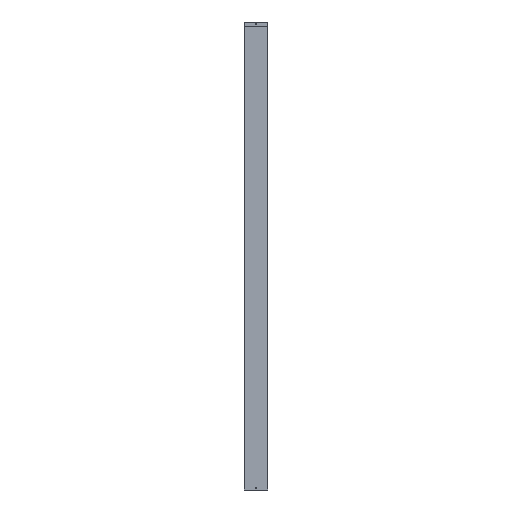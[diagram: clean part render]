
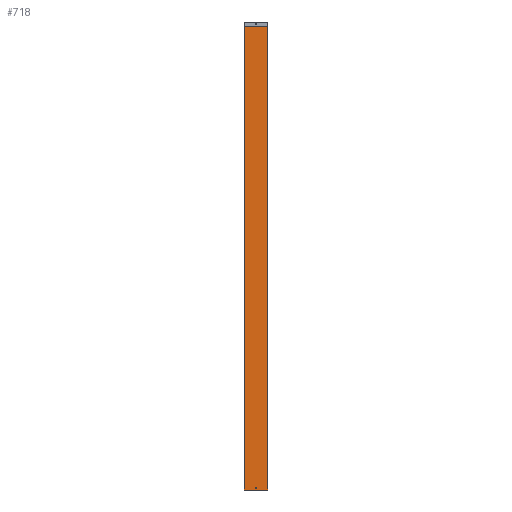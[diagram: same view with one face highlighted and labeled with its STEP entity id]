
A CAD part, front view. The second image highlights one B-rep face of the part: STEP entity #718.
In plain terms, the highlighted planar face has unit normal (0, -1, 0).
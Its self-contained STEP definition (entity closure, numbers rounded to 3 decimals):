
#68 = DIRECTION ( 'NONE',  ( 0., 0., -1. ) ) ;
#73 = CARTESIAN_POINT ( 'NONE',  ( 75., 0., 2969. ) ) ;
#112 = DIRECTION ( 'NONE',  ( 0., 0., 1. ) ) ;
#113 = DIRECTION ( 'NONE',  ( 0., 1., 0. ) ) ;
#119 = PLANE ( 'NONE',  #195 ) ;
#123 = CARTESIAN_POINT ( 'NONE',  ( -75., 0., 2969. ) ) ;
#136 = CARTESIAN_POINT ( 'NONE',  ( 75., 0., 0. ) ) ;
#141 = CARTESIAN_POINT ( 'NONE',  ( -75., 0., 2969. ) ) ;
#145 = CARTESIAN_POINT ( 'NONE',  ( -75., 0., 0. ) ) ;
#174 = CARTESIAN_POINT ( 'NONE',  ( 75., 0., 2969. ) ) ;
#195 = AXIS2_PLACEMENT_3D ( 'NONE', #123, #113, #112 ) ;
#202 = AXIS2_PLACEMENT_3D ( 'NONE', #769, #767, #766 ) ;
#244 = EDGE_CURVE ( 'NONE', #442, #325, #524, .T. ) ;
#248 = EDGE_CURVE ( 'NONE', #366, #366, #455, .T. ) ;
#251 = EDGE_CURVE ( 'NONE', #442, #317, #437, .T. ) ;
#254 = EDGE_CURVE ( 'NONE', #317, #606, #313, .T. ) ;
#267 = EDGE_CURVE ( 'NONE', #325, #606, #508, .T. ) ;
#307 = ORIENTED_EDGE ( 'NONE', *, *, #254, .T. ) ;
#312 = VECTOR ( 'NONE', #758, 1000. ) ;
#313 = LINE ( 'NONE', #750, #440 ) ;
#317 = VERTEX_POINT ( 'NONE', #145 ) ;
#325 = VERTEX_POINT ( 'NONE', #174 ) ;
#366 = VERTEX_POINT ( 'NONE', #848 ) ;
#415 = ORIENTED_EDGE ( 'NONE', *, *, #248, .F. ) ;
#416 = ORIENTED_EDGE ( 'NONE', *, *, #244, .F. ) ;
#429 = VECTOR ( 'NONE', #781, 1000. ) ;
#437 = LINE ( 'NONE', #760, #312 ) ;
#440 = VECTOR ( 'NONE', #746, 1000. ) ;
#442 = VERTEX_POINT ( 'NONE', #141 ) ;
#455 = CIRCLE ( 'NONE', #202, 2.5 ) ;
#476 = FACE_BOUND ( 'NONE', #545, .T. ) ;
#481 = FACE_OUTER_BOUND ( 'NONE', #604, .T. ) ;
#505 = VECTOR ( 'NONE', #68, 1000. ) ;
#508 = LINE ( 'NONE', #73, #505 ) ;
#524 = LINE ( 'NONE', #782, #429 ) ;
#545 = EDGE_LOOP ( 'NONE', ( #415 ) ) ;
#555 = ORIENTED_EDGE ( 'NONE', *, *, #267, .F. ) ;
#604 = EDGE_LOOP ( 'NONE', ( #307, #555, #416, #649 ) ) ;
#606 = VERTEX_POINT ( 'NONE', #136 ) ;
#649 = ORIENTED_EDGE ( 'NONE', *, *, #251, .T. ) ;
#718 = ADVANCED_FACE ( 'NONE', ( #476, #481 ), #119, .F. ) ;
#746 = DIRECTION ( 'NONE',  ( 1., 0., 0. ) ) ;
#750 = CARTESIAN_POINT ( 'NONE',  ( -75., 0., 0. ) ) ;
#758 = DIRECTION ( 'NONE',  ( 0., 0., -1. ) ) ;
#760 = CARTESIAN_POINT ( 'NONE',  ( -75., 0., 2969. ) ) ;
#766 = DIRECTION ( 'NONE',  ( 0., 0., 1. ) ) ;
#767 = DIRECTION ( 'NONE',  ( 0., -1., 0. ) ) ;
#769 = CARTESIAN_POINT ( 'NONE',  ( 0., 0., 15. ) ) ;
#781 = DIRECTION ( 'NONE',  ( 1., 0., 0. ) ) ;
#782 = CARTESIAN_POINT ( 'NONE',  ( -75., 0., 2969. ) ) ;
#848 = CARTESIAN_POINT ( 'NONE',  ( 0., 0., 17.5 ) ) ;
